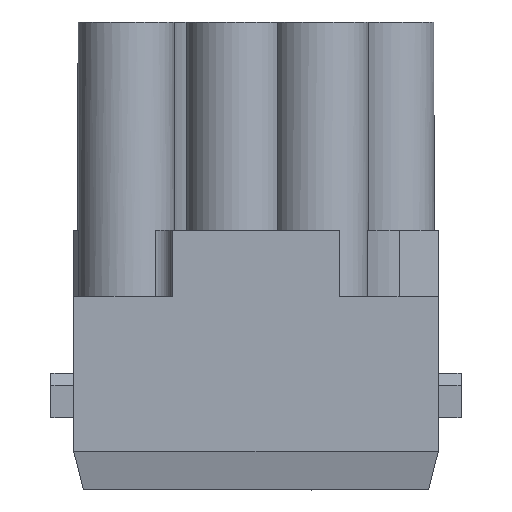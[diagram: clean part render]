
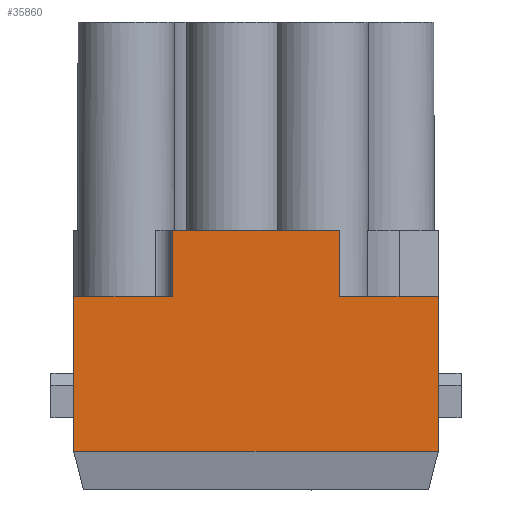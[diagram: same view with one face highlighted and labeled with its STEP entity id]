
A CAD part, left-side view. The second image highlights one B-rep face of the part: STEP entity #35860.
In plain terms, the highlighted face is planar.
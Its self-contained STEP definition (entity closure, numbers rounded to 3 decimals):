
#16310=CARTESIAN_POINT('',(7.3,-4.8,-15.15));
#16320=VERTEX_POINT('',#16310);
#16350=CARTESIAN_POINT('',(7.3,-4.8,0.));
#16360=DIRECTION('',(0.,0.,-1.));
#16370=VECTOR('',#16360,1.);
#16380=LINE('',#16350,#16370);
#16390=CARTESIAN_POINT('',(7.3,-4.8,-6.95));
#16400=VERTEX_POINT('',#16390);
#16410=EDGE_CURVE('',#16400,#16320,#16380,.T.);
#25800=CARTESIAN_POINT('',(7.3,0.7,-6.95));
#25810=VERTEX_POINT('',#25800);
#25840=CARTESIAN_POINT('',(7.3,0.7,0.));
#25850=DIRECTION('',(0.,0.,-1.));
#25860=VECTOR('',#25850,1.);
#25870=LINE('',#25840,#25860);
#25880=CARTESIAN_POINT('',(7.3,0.7,6.95));
#25890=VERTEX_POINT('',#25880);
#25900=EDGE_CURVE('',#25890,#25810,#25870,.T.);
#27140=CARTESIAN_POINT('',(7.3,-4.8,6.95));
#27150=VERTEX_POINT('',#27140);
#27180=CARTESIAN_POINT('',(7.3,-4.8,0.));
#27190=DIRECTION('',(0.,0.,-1.));
#27200=VECTOR('',#27190,1.);
#27210=LINE('',#27180,#27200);
#27220=CARTESIAN_POINT('',(7.3,-4.8,15.15));
#27230=VERTEX_POINT('',#27220);
#27240=EDGE_CURVE('',#27230,#27150,#27210,.T.);
#29780=CARTESIAN_POINT('',(7.3,-17.691,
15.15));
#29790=VERTEX_POINT('',#29780);
#35440=CARTESIAN_POINT('',(7.3,-7.3,0.));
#35450=DIRECTION('',(1.,0.,0.));
#35460=DIRECTION('',(0.,1.,0.));
#35470=AXIS2_PLACEMENT_3D('',#35440,#35450,#35460);
#35480=PLANE('',#35470);
#35490=CARTESIAN_POINT('',(7.3,0.,6.95));
#35500=DIRECTION('',(0.,-1.,0.));
#35510=VECTOR('',#35500,1.);
#35520=LINE('',#35490,#35510);
#35530=EDGE_CURVE('',#25890,#27150,#35520,.T.);
#35540=ORIENTED_EDGE('',*,*,#35530,.T.);
#35550=ORIENTED_EDGE('',*,*,#25900,.F.);
#35560=CARTESIAN_POINT('',(7.3,0.,-6.95));
#35570=DIRECTION('',(0.,1.,0.));
#35580=VECTOR('',#35570,1.);
#35590=LINE('',#35560,#35580);
#35600=EDGE_CURVE('',#16400,#25810,#35590,.T.);
#35610=ORIENTED_EDGE('',*,*,#35600,.T.);
#35620=ORIENTED_EDGE('',*,*,#16410,.F.);
#35630=CARTESIAN_POINT('',(7.3,0.,-15.15));
#35640=DIRECTION('',(0.,-1.,0.));
#35650=VECTOR('',#35640,1.);
#35660=LINE('',#35630,#35650);
#35670=CARTESIAN_POINT('',(7.3,-17.691,
-15.15));
#35680=VERTEX_POINT('',#35670);
#35690=EDGE_CURVE('',#16320,#35680,#35660,.T.);
#35700=ORIENTED_EDGE('',*,*,#35690,.F.);
#35710=CARTESIAN_POINT('',(7.3,-17.691,
0.));
#35720=DIRECTION('',(0.,0.,-1.));
#35730=VECTOR('',#35720,1.);
#35740=LINE('',#35710,#35730);
#35750=EDGE_CURVE('',#29790,#35680,#35740,.T.);
#35760=ORIENTED_EDGE('',*,*,#35750,.T.);
#35770=CARTESIAN_POINT('',(7.3,0.,15.15));
#35780=DIRECTION('',(0.,1.,0.));
#35790=VECTOR('',#35780,1.);
#35800=LINE('',#35770,#35790);
#35810=EDGE_CURVE('',#29790,#27230,#35800,.T.);
#35820=ORIENTED_EDGE('',*,*,#35810,.F.);
#35830=ORIENTED_EDGE('',*,*,#27240,.F.);
#35840=EDGE_LOOP('',(#35830,#35820,#35760,#35700,#35620,#35610,#35550,
#35540));
#35850=FACE_OUTER_BOUND('',#35840,.T.);
#35860=ADVANCED_FACE('',(#35850),#35480,.T.);
